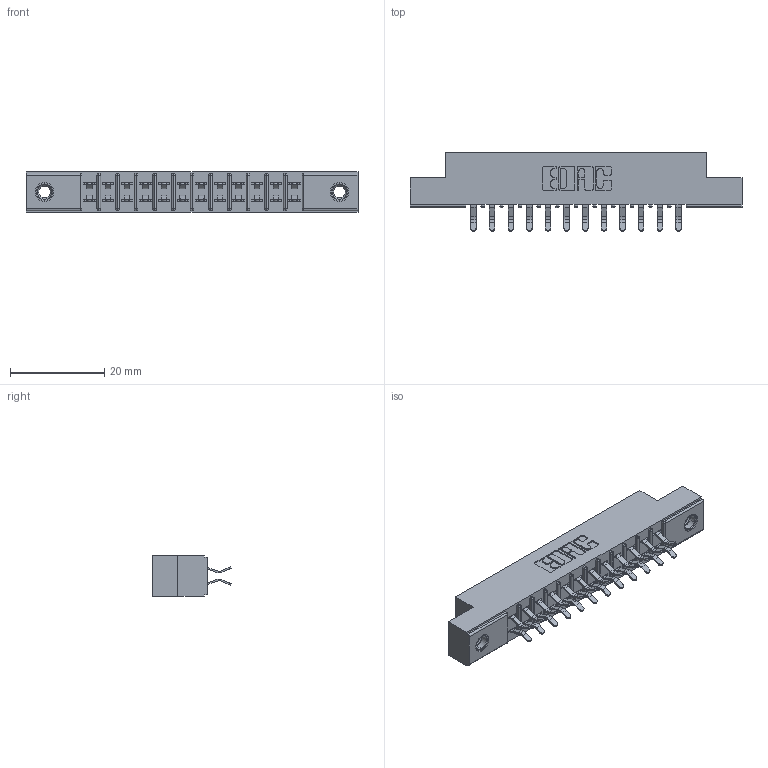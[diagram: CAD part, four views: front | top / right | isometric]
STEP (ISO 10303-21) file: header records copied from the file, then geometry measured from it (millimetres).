
FILE_DESCRIPTION (( 'STEP AP203' ), '1' );
FILE_NAME ('305-024-556-507.STEP', '2019-09-09T15:00:02', ( '' ), ( '' ), 'SwSTEP 2.0', 'SolidWorks 2016', '' );
FILE_SCHEMA (( 'CONFIG_CONTROL_DESIGN' ));
Length unit declared in the file: inch
Products named in the file (4): 305-290-001_556; 305-024-556-507; 305 Part_.156 Dia; 345-250-001_345-250-005-103
Assembly tree (27 placements, depth 2):
  305-024-556-507
    305 Part_.156 Dia
    305-290-001_556  x24
    345-250-001_345-250-005-103  x2
Bounding box: 70.56 x 16.64 x 8.71 mm (x, y, z)
Volume: 4250.7 mm3; surface area: 7877.9 mm2
Topology: 27 solids, 27 shells, 1520 faces, 4328 edges, 2812 vertices
Faces by surface type: plane 844, cylinder 612, sphere 48, cone 12, torus 4
Entity records: 18052 total; most frequent: CARTESIAN_POINT 2973, ORIENTED_EDGE 2940, DIRECTION 2914, EDGE_CURVE 1470, VECTOR 1148, LINE 1148, VERTEX_POINT 942, AXIS2_PLACEMENT_3D 883
